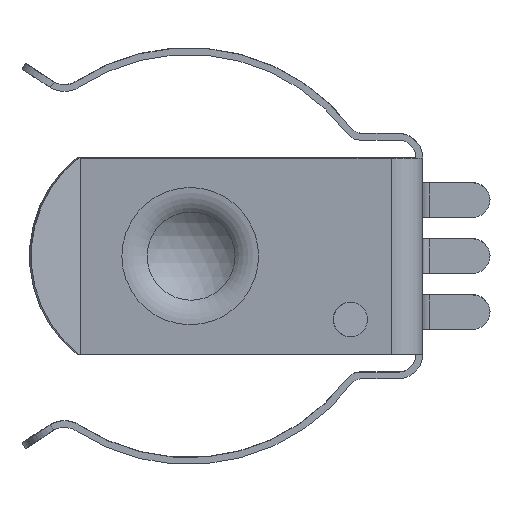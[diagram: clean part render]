
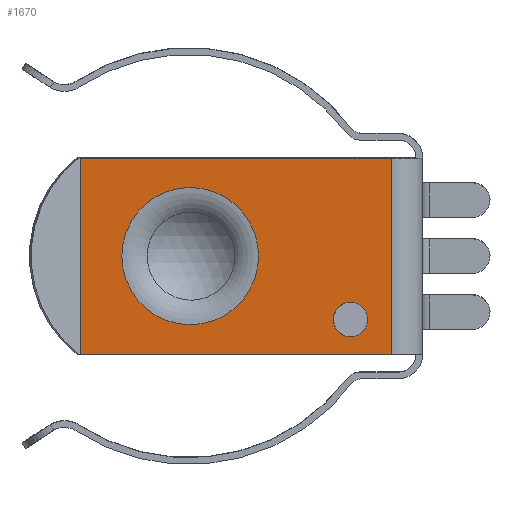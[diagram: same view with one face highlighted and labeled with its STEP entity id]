
A CAD part, left-side view. The second image highlights one B-rep face of the part: STEP entity #1670.
In plain terms, the highlighted face is planar.
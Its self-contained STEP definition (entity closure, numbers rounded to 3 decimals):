
#31=FACE_BOUND('',#575,.T.);
#32=FACE_BOUND('',#576,.T.);
#52=PLANE('',#1838);
#188=LINE('',#2787,#345);
#189=LINE('',#2791,#346);
#190=LINE('',#2793,#347);
#191=LINE('',#2794,#348);
#345=VECTOR('',#2240,1000.);
#346=VECTOR('',#2245,1000.);
#347=VECTOR('',#2246,1000.);
#348=VECTOR('',#2247,1000.);
#477=FACE_OUTER_BOUND('',#574,.T.);
#574=EDGE_LOOP('',(#1393,#1394,#1395,#1396));
#575=EDGE_LOOP('',(#1397,#1398));
#576=EDGE_LOOP('',(#1399,#1400));
#622=CIRCLE('',#1732,3.11);
#623=CIRCLE('',#1733,3.11);
#633=CIRCLE('',#1747,0.787);
#634=CIRCLE('',#1748,0.787);
#714=VERTEX_POINT('',#2444);
#715=VERTEX_POINT('',#2445);
#724=VERTEX_POINT('',#2469);
#725=VERTEX_POINT('',#2471);
#840=VERTEX_POINT('',#2784);
#841=VERTEX_POINT('',#2786);
#842=VERTEX_POINT('',#2790);
#843=VERTEX_POINT('',#2792);
#878=EDGE_CURVE('',#714,#715,#622,.T.);
#879=EDGE_CURVE('',#715,#714,#623,.T.);
#890=EDGE_CURVE('',#724,#725,#633,.T.);
#891=EDGE_CURVE('',#725,#724,#634,.T.);
#1051=EDGE_CURVE('',#841,#840,#188,.T.);
#1053=EDGE_CURVE('',#840,#842,#189,.T.);
#1054=EDGE_CURVE('',#843,#842,#190,.T.);
#1055=EDGE_CURVE('',#841,#843,#191,.T.);
#1393=ORIENTED_EDGE('',*,*,#1053,.T.);
#1394=ORIENTED_EDGE('',*,*,#1054,.F.);
#1395=ORIENTED_EDGE('',*,*,#1055,.F.);
#1396=ORIENTED_EDGE('',*,*,#1051,.T.);
#1397=ORIENTED_EDGE('',*,*,#878,.T.);
#1398=ORIENTED_EDGE('',*,*,#879,.T.);
#1399=ORIENTED_EDGE('',*,*,#891,.F.);
#1400=ORIENTED_EDGE('',*,*,#890,.F.);
#1670=ADVANCED_FACE('',(#477,#31,#32),#52,.F.);
#1732=AXIS2_PLACEMENT_3D('',#2446,#1920,#1921);
#1733=AXIS2_PLACEMENT_3D('',#2447,#1922,#1923);
#1747=AXIS2_PLACEMENT_3D('',#2472,#1951,#1952);
#1748=AXIS2_PLACEMENT_3D('',#2473,#1953,#1954);
#1838=AXIS2_PLACEMENT_3D('',#2789,#2243,#2244);
#1920=DIRECTION('center_axis',(0.,-0.087,0.996));
#1921=DIRECTION('ref_axis',(0.,-0.996,-0.087));
#1922=DIRECTION('center_axis',(0.,-0.087,0.996));
#1923=DIRECTION('ref_axis',(0.,-0.996,-0.087));
#1951=DIRECTION('center_axis',(0.,0.087,-0.996));
#1952=DIRECTION('ref_axis',(0.,0.996,0.087));
#1953=DIRECTION('center_axis',(0.,0.087,-0.996));
#1954=DIRECTION('ref_axis',(0.,0.996,0.087));
#2240=DIRECTION('',(-1.,0.,0.));
#2243=DIRECTION('center_axis',(0.,-0.087,0.996));
#2244=DIRECTION('ref_axis',(0.,-0.996,-0.087));
#2245=DIRECTION('',(0.,0.996,0.087));
#2246=DIRECTION('',(-1.,0.,0.));
#2247=DIRECTION('',(0.,0.996,0.087));
#2444=CARTESIAN_POINT('',(0.,7.441,-6.891));
#2445=CARTESIAN_POINT('',(0.,13.638,-6.349));
#2446=CARTESIAN_POINT('Origin',(0.,10.539,-6.62));
#2447=CARTESIAN_POINT('Origin',(0.,10.539,-6.62));
#2469=CARTESIAN_POINT('',(2.87,2.499,-7.323));
#2471=CARTESIAN_POINT('',(2.87,4.067,-7.186));
#2472=CARTESIAN_POINT('Origin',(2.87,3.283,-7.255));
#2473=CARTESIAN_POINT('Origin',(2.87,3.283,-7.255));
#2784=CARTESIAN_POINT('',(-4.445,1.436,-7.416));
#2786=CARTESIAN_POINT('',(4.445,1.436,-7.416));
#2787=CARTESIAN_POINT('',(4.445,1.436,-7.416));
#2789=CARTESIAN_POINT('Origin',(4.445,1.436,-7.416));
#2790=CARTESIAN_POINT('',(-4.445,15.518,-6.184));
#2791=CARTESIAN_POINT('',(-4.445,1.436,-7.416));
#2792=CARTESIAN_POINT('',(4.445,15.518,-6.184));
#2793=CARTESIAN_POINT('',(4.445,15.518,-6.184));
#2794=CARTESIAN_POINT('',(4.445,1.436,-7.416));
